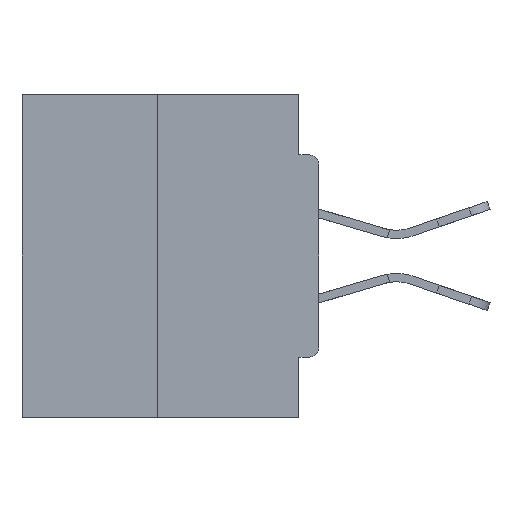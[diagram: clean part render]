
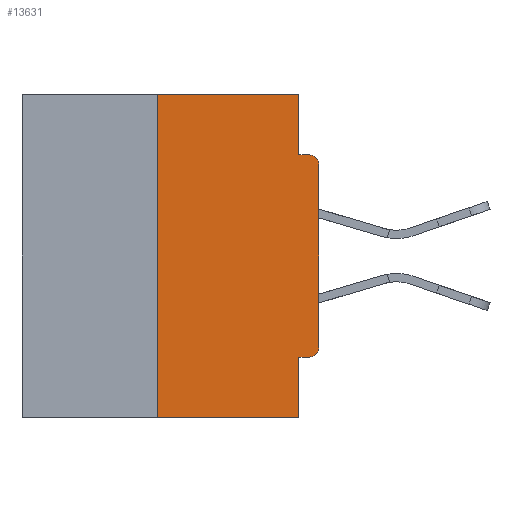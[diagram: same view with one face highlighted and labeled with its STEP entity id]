
A CAD part, left-side view. The second image highlights one B-rep face of the part: STEP entity #13631.
In plain terms, the highlighted planar face has unit normal (-1, 0, 0).
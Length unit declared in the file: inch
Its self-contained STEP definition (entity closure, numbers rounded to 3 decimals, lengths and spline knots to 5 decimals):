
#29 = CARTESIAN_POINT ( 'NONE',  ( 0., 0., -0.1085 ) ) ;
#440 = LINE ( 'NONE', #627, #18100 ) ;
#627 = CARTESIAN_POINT ( 'NONE',  ( 0., 0.46, -0.5 ) ) ;
#854 = DIRECTION ( 'NONE',  ( 0., 0., -1. ) ) ;
#2044 = CARTESIAN_POINT ( 'NONE',  ( 0., 0.015, -0.4065 ) ) ;
#2792 = CARTESIAN_POINT ( 'NONE',  ( 0., 0.25, -0.5 ) ) ;
#3052 = DIRECTION ( 'NONE',  ( 0., 0., -1. ) ) ;
#4791 = CARTESIAN_POINT ( 'NONE',  ( 0., 0.031, 0. ) ) ;
#5288 = ORIENTED_EDGE ( 'NONE', *, *, #24439, .F. ) ;
#5459 = EDGE_CURVE ( 'NONE', #12003, #9554, #35538, .T. ) ;
#5471 = ORIENTED_EDGE ( 'NONE', *, *, #17630, .F. ) ;
#5545 = ORIENTED_EDGE ( 'NONE', *, *, #18582, .F. ) ;
#5992 = EDGE_LOOP ( 'NONE', ( #5545, #29655, #14327, #5288, #34538, #11258, #7135, #17826, #16609, #5471 ) ) ;
#6526 = LINE ( 'NONE', #34502, #25088 ) ;
#6613 = DIRECTION ( 'NONE',  ( 0., 0., 1. ) ) ;
#6649 = DIRECTION ( 'NONE',  ( 0., 0., -1. ) ) ;
#7073 = VECTOR ( 'NONE', #7920, 39.37008 ) ;
#7135 = ORIENTED_EDGE ( 'NONE', *, *, #5459, .T. ) ;
#7920 = DIRECTION ( 'NONE',  ( 0., 0., 1. ) ) ;
#8326 = DIRECTION ( 'NONE',  ( 0., -1., 0. ) ) ;
#8740 = EDGE_CURVE ( 'NONE', #15995, #9268, #24865, .T. ) ;
#9268 = VERTEX_POINT ( 'NONE', #14346 ) ;
#9350 = CARTESIAN_POINT ( 'NONE',  ( 0., 0.031, -0.0935 ) ) ;
#9554 = VERTEX_POINT ( 'NONE', #29 ) ;
#9944 = VECTOR ( 'NONE', #6649, 39.37008 ) ;
#10005 = EDGE_CURVE ( 'NONE', #9554, #9268, #33336, .T. ) ;
#10651 = CARTESIAN_POINT ( 'NONE',  ( 0., 0., 0. ) ) ;
#10768 = DIRECTION ( 'NONE',  ( -1., 0., 0. ) ) ;
#10809 = EDGE_CURVE ( 'NONE', #20909, #21700, #27040, .T. ) ;
#11058 = CARTESIAN_POINT ( 'NONE',  ( 0., 0., -0.0935 ) ) ;
#11205 = CARTESIAN_POINT ( 'NONE',  ( 0., 0.031, -0.5 ) ) ;
#11258 = ORIENTED_EDGE ( 'NONE', *, *, #30881, .T. ) ;
#12003 = VERTEX_POINT ( 'NONE', #12107 ) ;
#12107 = CARTESIAN_POINT ( 'NONE',  ( 0., 0., -0.3915 ) ) ;
#13300 = CARTESIAN_POINT ( 'NONE',  ( 0., 0.031, -0.5 ) ) ;
#13631 = ADVANCED_FACE ( 'NONE', ( #17082 ), #25267, .F. ) ;
#14111 = VECTOR ( 'NONE', #8326, 39.37008 ) ;
#14327 = ORIENTED_EDGE ( 'NONE', *, *, #17675, .T. ) ;
#14346 = CARTESIAN_POINT ( 'NONE',  ( 0., 0.015, -0.0935 ) ) ;
#14545 = CARTESIAN_POINT ( 'NONE',  ( 0., 0.031, -0.4065 ) ) ;
#14887 = DIRECTION ( 'NONE',  ( -1., 0., 0. ) ) ;
#15167 = CARTESIAN_POINT ( 'NONE',  ( 0., 0.25, 0. ) ) ;
#15995 = VERTEX_POINT ( 'NONE', #9350 ) ;
#16581 = CARTESIAN_POINT ( 'NONE',  ( 0., 0.015, -0.1085 ) ) ;
#16609 = ORIENTED_EDGE ( 'NONE', *, *, #8740, .F. ) ;
#16687 = VERTEX_POINT ( 'NONE', #16729 ) ;
#16729 = CARTESIAN_POINT ( 'NONE',  ( 0., 0.25, 0. ) ) ;
#17082 = FACE_OUTER_BOUND ( 'NONE', #5992, .T. ) ;
#17627 = DIRECTION ( 'NONE',  ( 0., -1., 0. ) ) ;
#17630 = EDGE_CURVE ( 'NONE', #34363, #15995, #20654, .T. ) ;
#17675 = EDGE_CURVE ( 'NONE', #20596, #27897, #440, .T. ) ;
#17826 = ORIENTED_EDGE ( 'NONE', *, *, #10005, .T. ) ;
#18100 = VECTOR ( 'NONE', #25922, 39.37008 ) ;
#18582 = EDGE_CURVE ( 'NONE', #16687, #34363, #6526, .T. ) ;
#20596 = VERTEX_POINT ( 'NONE', #2792 ) ;
#20654 = LINE ( 'NONE', #31369, #9944 ) ;
#20909 = VERTEX_POINT ( 'NONE', #2044 ) ;
#20990 = LINE ( 'NONE', #15167, #26681 ) ;
#21700 = VERTEX_POINT ( 'NONE', #14545 ) ;
#21836 = LINE ( 'NONE', #13300, #23884 ) ;
#22589 = EDGE_CURVE ( 'NONE', #20596, #16687, #20990, .T. ) ;
#22711 = CARTESIAN_POINT ( 'NONE',  ( 0., 0.015, -0.3915 ) ) ;
#22712 = DIRECTION ( 'NONE',  ( 1., 0., 0. ) ) ;
#22950 = VECTOR ( 'NONE', #29752, 39.37008 ) ;
#23884 = VECTOR ( 'NONE', #32566, 39.37008 ) ;
#24439 = EDGE_CURVE ( 'NONE', #21700, #27897, #21836, .T. ) ;
#24493 = CARTESIAN_POINT ( 'NONE',  ( 0., 0., -0.4065 ) ) ;
#24865 = LINE ( 'NONE', #11058, #14111 ) ;
#25088 = VECTOR ( 'NONE', #17627, 39.37008 ) ;
#25267 = PLANE ( 'NONE',  #25485 ) ;
#25485 = AXIS2_PLACEMENT_3D ( 'NONE', #33249, #22712, #3052 ) ;
#25922 = DIRECTION ( 'NONE',  ( 0., -1., 0. ) ) ;
#26681 = VECTOR ( 'NONE', #6613, 39.37008 ) ;
#27040 = LINE ( 'NONE', #24493, #22950 ) ;
#27897 = VERTEX_POINT ( 'NONE', #11205 ) ;
#29287 = CIRCLE ( 'NONE', #33358, 0.015 ) ;
#29655 = ORIENTED_EDGE ( 'NONE', *, *, #22589, .F. ) ;
#29752 = DIRECTION ( 'NONE',  ( 0., 1., 0. ) ) ;
#29862 = AXIS2_PLACEMENT_3D ( 'NONE', #16581, #10768, #32932 ) ;
#30881 = EDGE_CURVE ( 'NONE', #20909, #12003, #29287, .T. ) ;
#31369 = CARTESIAN_POINT ( 'NONE',  ( 0., 0.031, 0. ) ) ;
#32566 = DIRECTION ( 'NONE',  ( 0., 0., -1. ) ) ;
#32932 = DIRECTION ( 'NONE',  ( 0., 0., -1. ) ) ;
#33249 = CARTESIAN_POINT ( 'NONE',  ( 0., 0.46, 0. ) ) ;
#33336 = CIRCLE ( 'NONE', #29862, 0.015 ) ;
#33358 = AXIS2_PLACEMENT_3D ( 'NONE', #22711, #14887, #854 ) ;
#34363 = VERTEX_POINT ( 'NONE', #4791 ) ;
#34502 = CARTESIAN_POINT ( 'NONE',  ( 0., 0.46, 0. ) ) ;
#34538 = ORIENTED_EDGE ( 'NONE', *, *, #10809, .F. ) ;
#35538 = LINE ( 'NONE', #10651, #7073 ) ;
